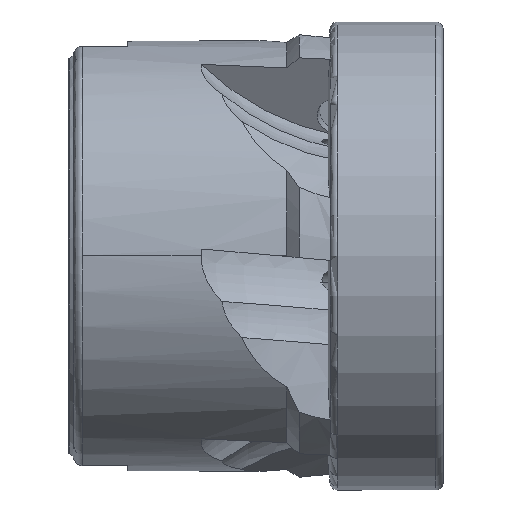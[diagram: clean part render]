
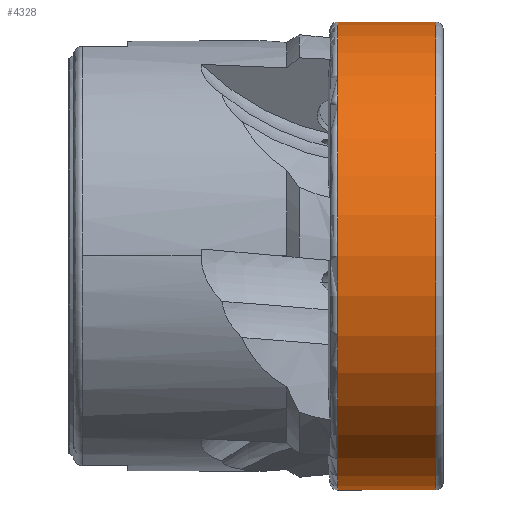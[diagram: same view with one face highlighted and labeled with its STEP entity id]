
A CAD part, top view. The second image highlights one B-rep face of the part: STEP entity #4328.
In plain terms, the highlighted cylindrical face has radius 25 mm (diameter 50 mm), a partial arc.
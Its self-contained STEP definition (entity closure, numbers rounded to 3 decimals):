
#1483 = AXIS2_PLACEMENT_3D ( 'NONE', #7068, #7069, #7070 ) ;
#1490 = AXIS2_PLACEMENT_3D ( 'NONE', #7107, #7108, #7109 ) ;
#1698 = VERTEX_POINT ( 'NONE', #6636 ) ;
#1700 = VERTEX_POINT ( 'NONE', #6638 ) ;
#1751 = VERTEX_POINT ( 'NONE', #6689 ) ;
#3179 = ORIENTED_EDGE ( 'NONE', *, *, #3925, .T. ) ;
#3186 = ORIENTED_EDGE ( 'NONE', *, *, #3915, .T. ) ;
#3188 = VERTEX_POINT ( 'NONE', #6864 ) ;
#3252 = ORIENTED_EDGE ( 'NONE', *, *, #3903, .F. ) ;
#3256 = ORIENTED_EDGE ( 'NONE', *, *, #3911, .F. ) ;
#3307 = EDGE_LOOP ( 'NONE', ( #3186, #3179, #3252, #3256 ) ) ;
#3903 = EDGE_CURVE ( 'NONE', #1698, #1700, #5322, .T. ) ;
#3911 = EDGE_CURVE ( 'NONE', #3188, #1698, #5329, .T. ) ;
#3915 = EDGE_CURVE ( 'NONE', #3188, #1751, #5335, .T. ) ;
#3925 = EDGE_CURVE ( 'NONE', #1751, #1700, #5344, .T. ) ;
#4328 = ADVANCED_FACE ( 'NONE', ( #8268 ), #8276, .T. ) ;
#5322 = CIRCLE ( 'NONE', #1483, 25. ) ;
#5329 = LINE ( 'NONE', #7098, #5331 ) ;
#5331 = VECTOR ( 'NONE', #7099, 1000. ) ;
#5335 = CIRCLE ( 'NONE', #1490, 25. ) ;
#5344 = LINE ( 'NONE', #7132, #5346 ) ;
#5346 = VECTOR ( 'NONE', #7133, 1000. ) ;
#6636 = CARTESIAN_POINT ( 'NONE',  ( 0.1, 25., 0. ) ) ;
#6638 = CARTESIAN_POINT ( 'NONE',  ( 0.1, -25., 0. ) ) ;
#6689 = CARTESIAN_POINT ( 'NONE',  ( -10.39, -25., 0. ) ) ;
#6864 = CARTESIAN_POINT ( 'NONE',  ( -10.39, 25., 0. ) ) ;
#7068 = CARTESIAN_POINT ( 'NONE',  ( 0.1, 0., 0. ) ) ;
#7069 = DIRECTION ( 'NONE',  ( 1., 0., 0. ) ) ;
#7070 = DIRECTION ( 'NONE',  ( 0., 1., 0. ) ) ;
#7098 = CARTESIAN_POINT ( 'NONE',  ( 7.507, 25., 0. ) ) ;
#7099 = DIRECTION ( 'NONE',  ( 1., 0., 0. ) ) ;
#7107 = CARTESIAN_POINT ( 'NONE',  ( -10.39, 0., 0. ) ) ;
#7108 = DIRECTION ( 'NONE',  ( 1., 0., 0. ) ) ;
#7109 = DIRECTION ( 'NONE',  ( 0., 1., 0. ) ) ;
#7132 = CARTESIAN_POINT ( 'NONE',  ( 7.507, -25., 0. ) ) ;
#7133 = DIRECTION ( 'NONE',  ( 1., 0., 0. ) ) ;
#8032 = AXIS2_PLACEMENT_3D ( 'NONE', #8564, #8565, #8573 ) ;
#8268 = FACE_OUTER_BOUND ( 'NONE', #3307, .T. ) ;
#8276 = CYLINDRICAL_SURFACE ( 'NONE', #8032, 25. ) ;
#8564 = CARTESIAN_POINT ( 'NONE',  ( 7.507, 0., 0. ) ) ;
#8565 = DIRECTION ( 'NONE',  ( 1., 0., 0. ) ) ;
#8573 = DIRECTION ( 'NONE',  ( 0., 1., 0. ) ) ;
